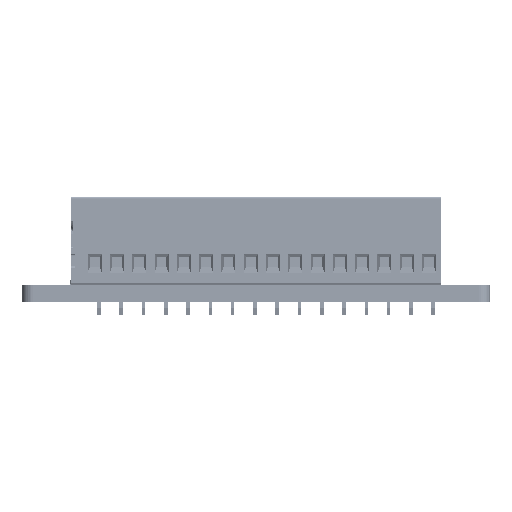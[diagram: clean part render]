
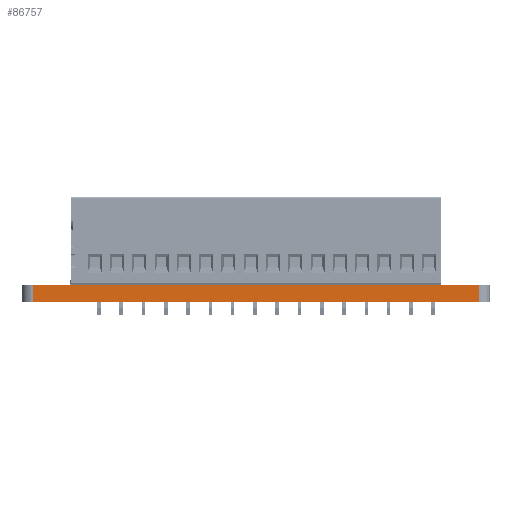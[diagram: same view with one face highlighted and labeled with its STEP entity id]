
A CAD part, left-side view. The second image highlights one B-rep face of the part: STEP entity #86757.
In plain terms, the highlighted planar face has unit normal (-1, 0, 0).
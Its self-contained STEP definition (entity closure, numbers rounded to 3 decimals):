
#4056=PLANE('',#92855);
#8042=FACE_OUTER_BOUND('',#13329,.T.);
#13329=EDGE_LOOP('',(#68902,#68903,#68904,#68905));
#18743=LINE('',#121446,#28875);
#20493=LINE('',#126389,#30625);
#22178=LINE('',#130491,#32310);
#22179=LINE('',#130493,#32311);
#28875=VECTOR('',#97442,10.);
#30625=VECTOR('',#101454,10.);
#32310=VECTOR('',#106131,10.);
#32311=VECTOR('',#106134,10.);
#39045=VERTEX_POINT('',#121443);
#39046=VERTEX_POINT('',#121445);
#41107=VERTEX_POINT('',#126386);
#41108=VERTEX_POINT('',#126388);
#47180=EDGE_CURVE('',#39045,#39046,#18743,.T.);
#49668=EDGE_CURVE('',#41108,#41107,#20493,.T.);
#51720=EDGE_CURVE('',#41107,#39046,#22178,.T.);
#51721=EDGE_CURVE('',#41108,#39045,#22179,.T.);
#68902=ORIENTED_EDGE('',*,*,#49668,.T.);
#68903=ORIENTED_EDGE('',*,*,#51720,.T.);
#68904=ORIENTED_EDGE('',*,*,#47180,.F.);
#68905=ORIENTED_EDGE('',*,*,#51721,.F.);
#86757=ADVANCED_FACE('',(#8042),#4056,.T.);
#92855=AXIS2_PLACEMENT_3D('',#130492,#106132,#106133);
#97442=DIRECTION('',(0.,-1.,0.));
#101454=DIRECTION('',(0.,-1.,0.));
#106131=DIRECTION('',(0.,0.,1.));
#106132=DIRECTION('center_axis',(-1.,0.,0.));
#106133=DIRECTION('ref_axis',(0.,-1.,0.));
#106134=DIRECTION('',(0.,0.,1.));
#121443=CARTESIAN_POINT('',(0.,52.07,1.99));
#121445=CARTESIAN_POINT('',(0.,1.27,1.99));
#121446=CARTESIAN_POINT('',(0.,52.07,1.99));
#126386=CARTESIAN_POINT('',(0.,1.27,0.));
#126388=CARTESIAN_POINT('',(0.,52.07,0.));
#126389=CARTESIAN_POINT('',(0.,52.07,0.));
#130491=CARTESIAN_POINT('',(0.,1.27,0.));
#130492=CARTESIAN_POINT('Origin',(0.,52.07,0.));
#130493=CARTESIAN_POINT('',(0.,52.07,0.));
